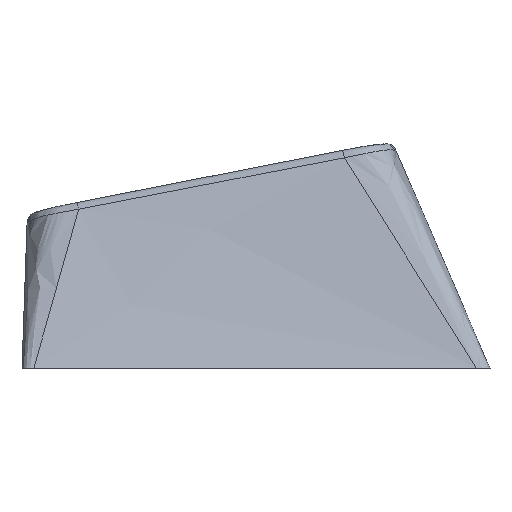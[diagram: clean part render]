
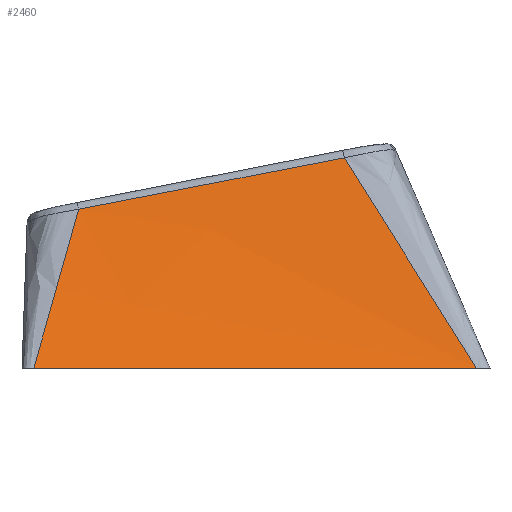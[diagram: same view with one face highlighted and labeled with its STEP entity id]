
A CAD part, left-side view. The second image highlights one B-rep face of the part: STEP entity #2460.
In plain terms, the highlighted free-form (B-spline) face has degree [3, 1] with [4, 2] control points.
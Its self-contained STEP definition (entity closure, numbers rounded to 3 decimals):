
#43=B_SPLINE_SURFACE_WITH_KNOTS('',3,1,((#3760,#3761),(#3762,#3763),(#3764,
#3765),(#3766,#3767)),.UNSPECIFIED.,.F.,.F.,.F.,(4,4),(2,2),(0.,10.069),
(-36.2,-16.523),.UNSPECIFIED.);
#71=B_SPLINE_CURVE_WITH_KNOTS('',3,(#3769,#3770,#3771,#3772,#3773,#3774,
#3775,#3776,#3777,#3778,#3779,#3780,#3781,#3782,#3783,#3784,#3785,#3786,
#3787),.UNSPECIFIED.,.F.,.F.,(4,3,3,3,3,3,4),(-0.162,1.831,
3.469,4.973,6.372,6.866,7.115),
 .UNSPECIFIED.);
#72=B_SPLINE_CURVE_WITH_KNOTS('',3,(#3789,#3790,#3791,#3792),
 .UNSPECIFIED.,.F.,.F.,(4,4),(0.199,10.337),
 .UNSPECIFIED.);
#73=B_SPLINE_CURVE_WITH_KNOTS('',3,(#3793,#3794,#3795,#3796,#3797,#3798,
#3799,#3800,#3801,#3802),.UNSPECIFIED.,.F.,.F.,(4,2,2,2,4),(-0.147,
3.06,6.263,9.459,10.315),
 .UNSPECIFIED.);
#174=FACE_OUTER_BOUND('',#319,.T.);
#319=EDGE_LOOP('',(#1802,#1803,#1804,#1805));
#543=LINE('',#3647,#828);
#828=VECTOR('',#2977,10.);
#1085=VERTEX_POINT('',#3645);
#1086=VERTEX_POINT('',#3646);
#1099=VERTEX_POINT('',#3768);
#1100=VERTEX_POINT('',#3788);
#1350=EDGE_CURVE('',#1085,#1086,#543,.T.);
#1365=EDGE_CURVE('',#1099,#1086,#71,.T.);
#1366=EDGE_CURVE('',#1085,#1100,#72,.T.);
#1367=EDGE_CURVE('',#1100,#1099,#73,.F.);
#1802=ORIENTED_EDGE('',*,*,#1365,.T.);
#1803=ORIENTED_EDGE('',*,*,#1350,.F.);
#1804=ORIENTED_EDGE('',*,*,#1366,.T.);
#1805=ORIENTED_EDGE('',*,*,#1367,.T.);
#2460=ADVANCED_FACE('',(#174),#43,.F.);
#2977=DIRECTION('',(0.,1.,0.));
#3645=CARTESIAN_POINT('',(-18.575,-10.308,-45.));
#3646=CARTESIAN_POINT('',(-18.575,6.821,-45.));
#3647=CARTESIAN_POINT('',(-18.575,-10.308,-45.));
#3760=CARTESIAN_POINT('Ctrl Pts',(-15.55,-7.018,-36.183));
#3761=CARTESIAN_POINT('Ctrl Pts',(-15.55,7.063,-38.948));
#3762=CARTESIAN_POINT('Ctrl Pts',(-16.558,-8.287,-39.122));
#3763=CARTESIAN_POINT('Ctrl Pts',(-16.558,7.134,-40.965));
#3764=CARTESIAN_POINT('Ctrl Pts',(-17.567,-9.556,-42.061));
#3765=CARTESIAN_POINT('Ctrl Pts',(-17.567,7.204,-42.983));
#3766=CARTESIAN_POINT('Ctrl Pts',(-18.575,-10.825,-45.));
#3767=CARTESIAN_POINT('Ctrl Pts',(-18.575,7.275,-45.));
#3768=CARTESIAN_POINT('',(-15.686,5.083,-38.852));
#3769=CARTESIAN_POINT('Ctrl Pts',(-15.686,5.083,-38.852));
#3770=CARTESIAN_POINT('Ctrl Pts',(-15.933,5.24,-39.412));
#3771=CARTESIAN_POINT('Ctrl Pts',(-16.185,5.398,-39.972));
#3772=CARTESIAN_POINT('Ctrl Pts',(-16.442,5.556,-40.533));
#3773=CARTESIAN_POINT('Ctrl Pts',(-16.654,5.686,-40.994));
#3774=CARTESIAN_POINT('Ctrl Pts',(-16.868,5.816,-41.455));
#3775=CARTESIAN_POINT('Ctrl Pts',(-17.085,5.946,-41.916));
#3776=CARTESIAN_POINT('Ctrl Pts',(-17.285,6.066,-42.34));
#3777=CARTESIAN_POINT('Ctrl Pts',(-17.487,6.186,-42.764));
#3778=CARTESIAN_POINT('Ctrl Pts',(-17.691,6.306,-43.188));
#3779=CARTESIAN_POINT('Ctrl Pts',(-17.881,6.418,-43.583));
#3780=CARTESIAN_POINT('Ctrl Pts',(-18.073,6.53,-43.977));
#3781=CARTESIAN_POINT('Ctrl Pts',(-18.266,6.642,-44.372));
#3782=CARTESIAN_POINT('Ctrl Pts',(-18.334,6.682,-44.511));
#3783=CARTESIAN_POINT('Ctrl Pts',(-18.403,6.721,-44.651));
#3784=CARTESIAN_POINT('Ctrl Pts',(-18.471,6.761,-44.79));
#3785=CARTESIAN_POINT('Ctrl Pts',(-18.506,6.781,-44.86));
#3786=CARTESIAN_POINT('Ctrl Pts',(-18.54,6.801,-44.93));
#3787=CARTESIAN_POINT('Ctrl Pts',(-18.575,6.821,-45.));
#3788=CARTESIAN_POINT('',(-15.657,-5.187,-36.862));
#3789=CARTESIAN_POINT('Ctrl Pts',(-18.575,-10.308,-45.));
#3790=CARTESIAN_POINT('Ctrl Pts',(-17.636,-8.605,-42.288));
#3791=CARTESIAN_POINT('Ctrl Pts',(-16.671,-6.899,-39.577));
#3792=CARTESIAN_POINT('Ctrl Pts',(-15.657,-5.187,-36.862));
#3793=CARTESIAN_POINT('Ctrl Pts',(-15.686,5.083,-38.852));
#3794=CARTESIAN_POINT('Ctrl Pts',(-15.682,4.034,-38.65));
#3795=CARTESIAN_POINT('Ctrl Pts',(-15.679,2.984,-38.447));
#3796=CARTESIAN_POINT('Ctrl Pts',(-15.672,0.887,-38.041));
#3797=CARTESIAN_POINT('Ctrl Pts',(-15.669,-0.161,
-37.838));
#3798=CARTESIAN_POINT('Ctrl Pts',(-15.664,-2.255,-37.432));
#3799=CARTESIAN_POINT('Ctrl Pts',(-15.661,-3.301,-37.229));
#3800=CARTESIAN_POINT('Ctrl Pts',(-15.658,-4.627,-36.971));
#3801=CARTESIAN_POINT('Ctrl Pts',(-15.657,-4.907,-36.917));
#3802=CARTESIAN_POINT('Ctrl Pts',(-15.657,-5.187,-36.862));
